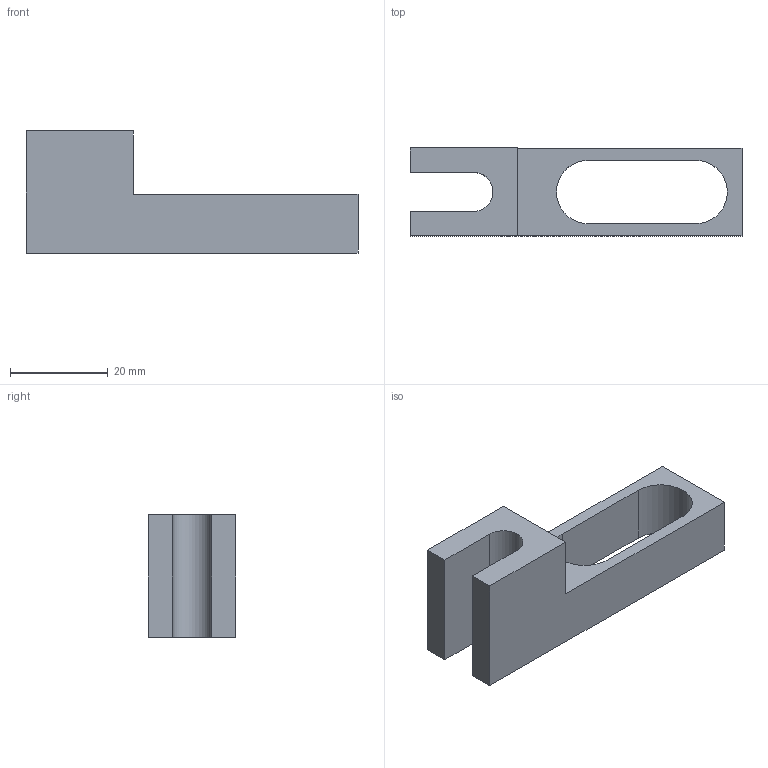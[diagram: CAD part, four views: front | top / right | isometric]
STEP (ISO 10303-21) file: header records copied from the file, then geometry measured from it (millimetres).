
FILE_DESCRIPTION(('STEP AP214'),'1');
FILE_NAME(' ',' ',('TraceParts'),('TraceParts S.A.'),'XStep 1.0',' ',' ');
FILE_SCHEMA(('automotive_design'));
Length unit declared in the file: millimetre
Products named in the file (1): 1
Bounding box: 68 x 18 x 25 mm (x, y, z)
Volume: 11582.9 mm3; surface area: 6238.5 mm2
Topology: 1 solids, 1 shells, 16 faces, 42 edges, 28 vertices
Faces by surface type: plane 13, cylinder 3
Entity records: 998 total; most frequent: STYLED_ITEM 87, PRESENTATION_STYLE_ASSIGNMENT 87, CARTESIAN_POINT 87, COLOUR_RGB 87, ORIENTED_EDGE 84, DIRECTION 82, EDGE_CURVE 42, CURVE_STYLE 42
